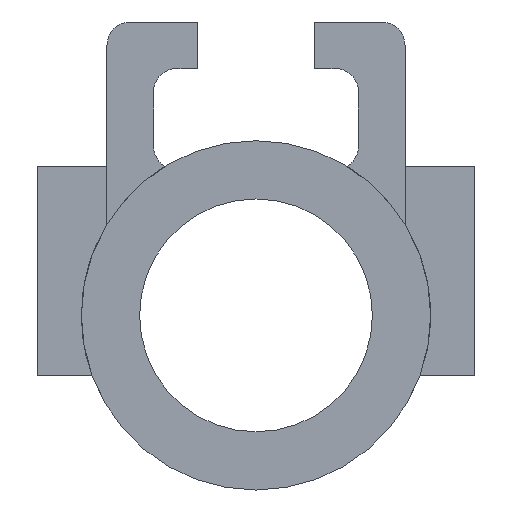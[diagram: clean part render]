
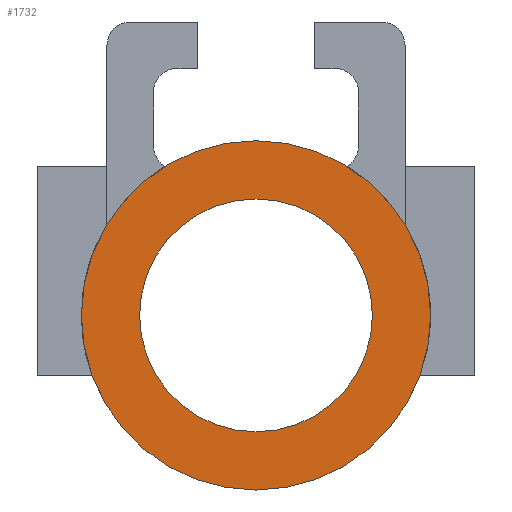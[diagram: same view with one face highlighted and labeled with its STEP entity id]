
A CAD part, left-side view. The second image highlights one B-rep face of the part: STEP entity #1732.
In plain terms, the highlighted planar face has unit normal (-1, 0, 0).
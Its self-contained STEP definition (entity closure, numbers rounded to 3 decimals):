
#191 = CYLINDRICAL_SURFACE('',#192,37.5);
#192 = AXIS2_PLACEMENT_3D('',#193,#194,#195);
#193 = CARTESIAN_POINT('',(0.,0.,0.));
#194 = DIRECTION('',(1.,0.,0.));
#195 = DIRECTION('',(0.,-1.,0.));
#334 = EDGE_CURVE('',#335,#335,#337,.T.);
#335 = VERTEX_POINT('',#336);
#336 = CARTESIAN_POINT('',(-32.,37.5,0.));
#337 = SURFACE_CURVE('',#338,(#343,#350),.PCURVE_S1.);
#338 = CIRCLE('',#339,37.5);
#339 = AXIS2_PLACEMENT_3D('',#340,#341,#342);
#340 = CARTESIAN_POINT('',(-32.,0.,0.));
#341 = DIRECTION('',(-1.,0.,0.));
#342 = DIRECTION('',(0.,-1.,0.));
#343 = PCURVE('',#191,#344);
#344 = DEFINITIONAL_REPRESENTATION('',(#345),#349);
#345 = LINE('',#346,#347);
#346 = CARTESIAN_POINT('',(12.566,-32.));
#347 = VECTOR('',#348,1.);
#348 = DIRECTION('',(-1.,0.));
#349 = ( GEOMETRIC_REPRESENTATION_CONTEXT(2) 
PARAMETRIC_REPRESENTATION_CONTEXT() REPRESENTATION_CONTEXT('2D SPACE',''
  ) );
#350 = PCURVE('',#351,#356);
#351 = PLANE('',#352);
#352 = AXIS2_PLACEMENT_3D('',#353,#354,#355);
#353 = CARTESIAN_POINT('',(-32.,0.,0.)
  );
#354 = DIRECTION('',(1.,0.,0.));
#355 = DIRECTION('',(0.,0.,-1.));
#356 = DEFINITIONAL_REPRESENTATION('',(#357),#365);
#357 = ( BOUNDED_CURVE() B_SPLINE_CURVE(2,(#358,#359,#360,#361,#362,#363
,#364),.UNSPECIFIED.,.T.,.F.) B_SPLINE_CURVE_WITH_KNOTS((1,2,2,2,2,1),(
    -2.094,0.,2.094,4.189,6.283,
8.378),.UNSPECIFIED.) CURVE() GEOMETRIC_REPRESENTATION_ITEM() 
RATIONAL_B_SPLINE_CURVE((1.,0.5,1.,0.5,1.,0.5,1.)) REPRESENTATION_ITEM(
  '') );
#358 = CARTESIAN_POINT('',(0.,-37.5));
#359 = CARTESIAN_POINT('',(-64.952,-37.5));
#360 = CARTESIAN_POINT('',(-32.476,18.75));
#361 = CARTESIAN_POINT('',(0.,75.));
#362 = CARTESIAN_POINT('',(32.476,18.75));
#363 = CARTESIAN_POINT('',(64.952,-37.5));
#364 = CARTESIAN_POINT('',(0.,-37.5));
#365 = ( GEOMETRIC_REPRESENTATION_CONTEXT(2) 
PARAMETRIC_REPRESENTATION_CONTEXT() REPRESENTATION_CONTEXT('2D SPACE',''
  ) );
#1732 = ADVANCED_FACE('',(#1733,#1736),#351,.F.);
#1733 = FACE_BOUND('',#1734,.T.);
#1734 = EDGE_LOOP('',(#1735));
#1735 = ORIENTED_EDGE('',*,*,#334,.T.);
#1736 = FACE_BOUND('',#1737,.T.);
#1737 = EDGE_LOOP('',(#1738,#1769));
#1738 = ORIENTED_EDGE('',*,*,#1739,.T.);
#1739 = EDGE_CURVE('',#1740,#1742,#1744,.T.);
#1740 = VERTEX_POINT('',#1741);
#1741 = CARTESIAN_POINT('',(-32.,-25.,0.));
#1742 = VERTEX_POINT('',#1743);
#1743 = CARTESIAN_POINT('',(-32.,25.,0.));
#1744 = SURFACE_CURVE('',#1745,(#1750,#1757),.PCURVE_S1.);
#1745 = CIRCLE('',#1746,25.);
#1746 = AXIS2_PLACEMENT_3D('',#1747,#1748,#1749);
#1747 = CARTESIAN_POINT('',(-32.,0.,0.));
#1748 = DIRECTION('',(1.,0.,0.));
#1749 = DIRECTION('',(0.,1.,0.));
#1750 = PCURVE('',#351,#1751);
#1751 = DEFINITIONAL_REPRESENTATION('',(#1752),#1756);
#1752 = CIRCLE('',#1753,25.);
#1753 = AXIS2_PLACEMENT_2D('',#1754,#1755);
#1754 = CARTESIAN_POINT('',(0.,0.));
#1755 = DIRECTION('',(0.,1.));
#1756 = ( GEOMETRIC_REPRESENTATION_CONTEXT(2) 
PARAMETRIC_REPRESENTATION_CONTEXT() REPRESENTATION_CONTEXT('2D SPACE',''
  ) );
#1757 = PCURVE('',#1758,#1763);
#1758 = CYLINDRICAL_SURFACE('',#1759,25.);
#1759 = AXIS2_PLACEMENT_3D('',#1760,#1761,#1762);
#1760 = CARTESIAN_POINT('',(-119.764,0.,0.));
#1761 = DIRECTION('',(1.,0.,0.));
#1762 = DIRECTION('',(0.,1.,0.));
#1763 = DEFINITIONAL_REPRESENTATION('',(#1764),#1768);
#1764 = LINE('',#1765,#1766);
#1765 = CARTESIAN_POINT('',(0.,87.764));
#1766 = VECTOR('',#1767,1.);
#1767 = DIRECTION('',(1.,0.));
#1768 = ( GEOMETRIC_REPRESENTATION_CONTEXT(2) 
PARAMETRIC_REPRESENTATION_CONTEXT() REPRESENTATION_CONTEXT('2D SPACE',''
  ) );
#1769 = ORIENTED_EDGE('',*,*,#1770,.T.);
#1770 = EDGE_CURVE('',#1742,#1740,#1771,.T.);
#1771 = SURFACE_CURVE('',#1772,(#1777,#1784),.PCURVE_S1.);
#1772 = CIRCLE('',#1773,25.);
#1773 = AXIS2_PLACEMENT_3D('',#1774,#1775,#1776);
#1774 = CARTESIAN_POINT('',(-32.,0.,0.));
#1775 = DIRECTION('',(1.,0.,0.));
#1776 = DIRECTION('',(0.,1.,0.));
#1777 = PCURVE('',#351,#1778);
#1778 = DEFINITIONAL_REPRESENTATION('',(#1779),#1783);
#1779 = CIRCLE('',#1780,25.);
#1780 = AXIS2_PLACEMENT_2D('',#1781,#1782);
#1781 = CARTESIAN_POINT('',(0.,0.));
#1782 = DIRECTION('',(0.,1.));
#1783 = ( GEOMETRIC_REPRESENTATION_CONTEXT(2) 
PARAMETRIC_REPRESENTATION_CONTEXT() REPRESENTATION_CONTEXT('2D SPACE',''
  ) );
#1784 = PCURVE('',#1758,#1785);
#1785 = DEFINITIONAL_REPRESENTATION('',(#1786),#1790);
#1786 = LINE('',#1787,#1788);
#1787 = CARTESIAN_POINT('',(0.,87.764));
#1788 = VECTOR('',#1789,1.);
#1789 = DIRECTION('',(1.,0.));
#1790 = ( GEOMETRIC_REPRESENTATION_CONTEXT(2) 
PARAMETRIC_REPRESENTATION_CONTEXT() REPRESENTATION_CONTEXT('2D SPACE',''
  ) );
